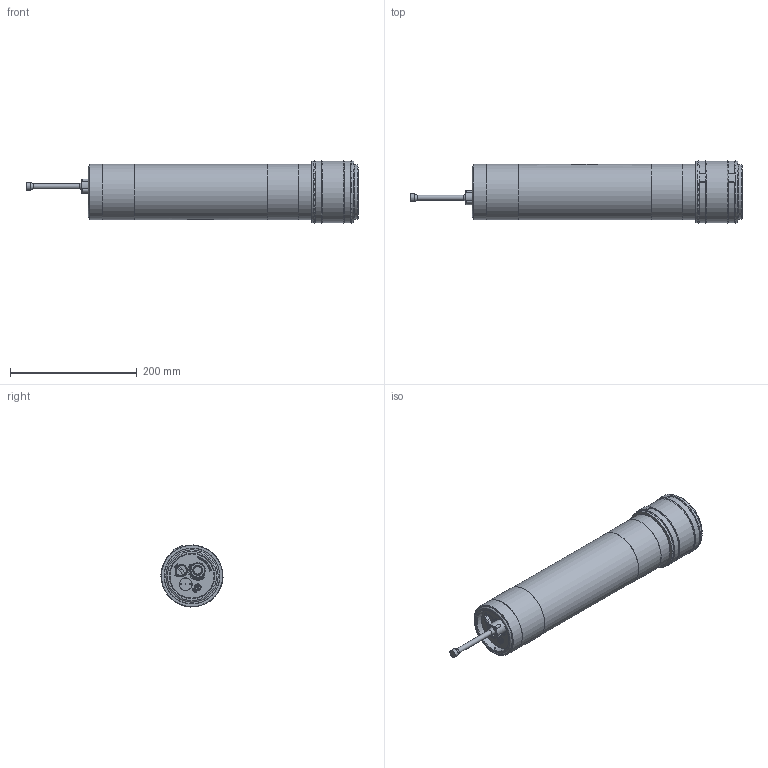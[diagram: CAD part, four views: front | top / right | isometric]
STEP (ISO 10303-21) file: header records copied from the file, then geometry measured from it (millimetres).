
FILE_DESCRIPTION(/* description */ (''),/* implementation_level */ '2;1');
FILE_NAME(/* name */ '8370-001-4112 - WSM6+ assembly 4km MF DIR.stp',/* time_stamp */ '2017-02-06T08:43:56+00:00',/* author */ ('grh'),/* organization */ (''),/* preprocessor_version */ 'ST-DEVELOPER v16.5',/* originating_system */ 'Autodesk Inventor 2017',/* authorisation */ '');
FILE_SCHEMA (('AUTOMOTIVE_DESIGN { 1 0 10303 214 3 1 1 }'));
Length unit declared in the file: millimetre
Products named in the file (1): 8370-001-4112 - WSM6+ assembly 4km MF DIR
Bounding box: 524.29 x 97.97 x 97.95 mm (x, y, z)
Volume: 2624688.2 mm3; surface area: 173230.3 mm2
Topology: 2 solids, 21 shells, 972 faces, 2418 edges, 1581 vertices
Faces by surface type: plane 512, cylinder 175, bspline 151, torus 70, cone 64
Full cylindrical faces by diameter (mm): 0.51 x2, 0.55 x2, 1 x3, 1.905 x1, 2 x5, 2.459 x1, 2.85 x1, 3 x1, 4.775 x1, 4.8 x1, 4.82 x1, 5.08 x2, 5.638 x1, 6 x1, 6.2 x1, 7.595 x1, 7.65 x1, 7.87 x3, 7.98 x3, 8 x1, 8.565 x1, 8.566 x2, 9.75 x1, 9.8 x2, 9.9 x1, 12 x1, 12.6 x3, 12.75 x3, 14.15 x1, 14.33 x1
Entity records: 31609 total; most frequent: CARTESIAN_POINT 9171, ORIENTED_EDGE 4362, DIRECTION 3920, EDGE_CURVE 2181, VERTEX_POINT 1518, AXIS2_PLACEMENT_3D 1308, LINE 1304, VECTOR 1304
